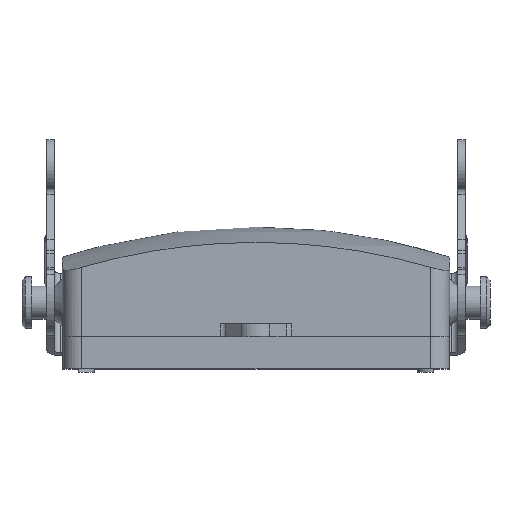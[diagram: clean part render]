
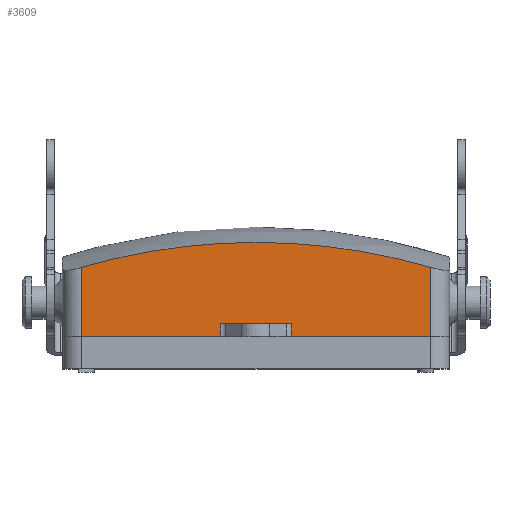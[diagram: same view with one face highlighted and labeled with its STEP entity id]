
A CAD part, top view. The second image highlights one B-rep face of the part: STEP entity #3609.
In plain terms, the highlighted planar face has unit normal (0, 0, 1).
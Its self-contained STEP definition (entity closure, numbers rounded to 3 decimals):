
#100 = EDGE_LOOP ( 'NONE', ( #6644, #6646, #6645, #6647, #6648, #6649, #6650, #6651 ) ) ;
#691 = CARTESIAN_POINT ( 'NONE',  ( 24.566, 0., 0. ) ) ;
#692 = CARTESIAN_POINT ( 'NONE',  ( 3., 0., 0. ) ) ;
#693 = CARTESIAN_POINT ( 'NONE',  ( 3., 10.72, 0. ) ) ;
#694 = CARTESIAN_POINT ( 'NONE',  ( 57., 10.72, 0. ) ) ;
#695 = CARTESIAN_POINT ( 'NONE',  ( 57., 0., 0. ) ) ;
#696 = CARTESIAN_POINT ( 'NONE',  ( 35.425, 0., 0. ) ) ;
#697 = CARTESIAN_POINT ( 'NONE',  ( 24.566, 2., 0. ) ) ;
#698 = CARTESIAN_POINT ( 'NONE',  ( 35.425, 2., 0. ) ) ;
#1012 = DIRECTION ( 'NONE',  ( -1., 0., 0. ) ) ;
#1014 = DIRECTION ( 'NONE',  ( 0., 0., -1. ) ) ;
#1015 = CARTESIAN_POINT ( 'NONE',  ( 3., 9.5, 0. ) ) ;
#1017 = PLANE ( 'NONE',  #1582 ) ;
#1365 = DIRECTION ( 'NONE',  ( 0., 1., 0. ) ) ;
#1367 = CARTESIAN_POINT ( 'NONE',  ( 24.566, 2., 0. ) ) ;
#1368 = DIRECTION ( 'NONE',  ( 1., 0., 0. ) ) ;
#1370 = CARTESIAN_POINT ( 'NONE',  ( 3., 0., 0. ) ) ;
#1371 = DIRECTION ( 'NONE',  ( 0., -1., 0. ) ) ;
#1372 = CARTESIAN_POINT ( 'NONE',  ( 3., 9.5, 0. ) ) ;
#1374 = DIRECTION ( 'NONE',  ( 1., 0., 0. ) ) ;
#1375 = DIRECTION ( 'NONE',  ( 0., 0., -1. ) ) ;
#1376 = CARTESIAN_POINT ( 'NONE',  ( 30., -81.851, 0. ) ) ;
#1378 = DIRECTION ( 'NONE',  ( 0., -1., 0. ) ) ;
#1379 = CARTESIAN_POINT ( 'NONE',  ( 57., 9.5, 0. ) ) ;
#1381 = DIRECTION ( 'NONE',  ( 1., 0., 0. ) ) ;
#1382 = CARTESIAN_POINT ( 'NONE',  ( 3., 0., 0. ) ) ;
#1383 = DIRECTION ( 'NONE',  ( -1., 0., 0. ) ) ;
#1384 = CARTESIAN_POINT ( 'NONE',  ( 25., 2., 0. ) ) ;
#1385 = DIRECTION ( 'NONE',  ( 0., -1., 0. ) ) ;
#1386 = CARTESIAN_POINT ( 'NONE',  ( 35.425, 0., 0. ) ) ;
#1582 = AXIS2_PLACEMENT_3D ( 'NONE', #1015, #1014, #1012 ) ;
#3503 = EDGE_CURVE ( 'NONE', #6873, #6875, #4472, .T. ) ;
#3504 = EDGE_CURVE ( 'NONE', #6873, #6874, #4473, .T. ) ;
#3505 = EDGE_CURVE ( 'NONE', #6875, #6876, #4474, .T. ) ;
#3506 = EDGE_CURVE ( 'NONE', #6877, #6876, #4475, .T. ) ;
#3507 = EDGE_CURVE ( 'NONE', #6878, #6877, #6045, .T. ) ;
#3508 = EDGE_CURVE ( 'NONE', #6878, #6879, #4476, .T. ) ;
#3509 = EDGE_CURVE ( 'NONE', #6879, #6880, #4477, .T. ) ;
#3510 = EDGE_CURVE ( 'NONE', #6880, #6874, #4478, .T. ) ;
#3609 = ADVANCED_FACE ( 'NONE', ( #4538 ), #1017, .F. ) ;
#4472 = LINE ( 'NONE', #1386, #6180 ) ;
#4473 = LINE ( 'NONE', #1384, #6274 ) ;
#4474 = LINE ( 'NONE', #1382, #6282 ) ;
#4475 = LINE ( 'NONE', #1379, #6230 ) ;
#4476 = LINE ( 'NONE', #1372, #6134 ) ;
#4477 = LINE ( 'NONE', #1370, #6017 ) ;
#4478 = LINE ( 'NONE', #1367, #6079 ) ;
#4538 = FACE_OUTER_BOUND ( 'NONE', #100, .T. ) ;
#6017 = VECTOR ( 'NONE', #1368, 1000. ) ;
#6045 = CIRCLE ( 'NONE', #6275, 96.429 ) ;
#6079 = VECTOR ( 'NONE', #1365, 1000. ) ;
#6134 = VECTOR ( 'NONE', #1371, 1000. ) ;
#6180 = VECTOR ( 'NONE', #1385, 1000. ) ;
#6230 = VECTOR ( 'NONE', #1378, 1000. ) ;
#6274 = VECTOR ( 'NONE', #1383, 1000. ) ;
#6275 = AXIS2_PLACEMENT_3D ( 'NONE', #1376, #1375, #1374 ) ;
#6282 = VECTOR ( 'NONE', #1381, 1000. ) ;
#6644 = ORIENTED_EDGE ( 'NONE', *, *, #3504, .F. ) ;
#6645 = ORIENTED_EDGE ( 'NONE', *, *, #3505, .T. ) ;
#6646 = ORIENTED_EDGE ( 'NONE', *, *, #3503, .T. ) ;
#6647 = ORIENTED_EDGE ( 'NONE', *, *, #3506, .F. ) ;
#6648 = ORIENTED_EDGE ( 'NONE', *, *, #3507, .F. ) ;
#6649 = ORIENTED_EDGE ( 'NONE', *, *, #3508, .T. ) ;
#6650 = ORIENTED_EDGE ( 'NONE', *, *, #3509, .T. ) ;
#6651 = ORIENTED_EDGE ( 'NONE', *, *, #3510, .T. ) ;
#6873 = VERTEX_POINT ( 'NONE', #698 ) ;
#6874 = VERTEX_POINT ( 'NONE', #697 ) ;
#6875 = VERTEX_POINT ( 'NONE', #696 ) ;
#6876 = VERTEX_POINT ( 'NONE', #695 ) ;
#6877 = VERTEX_POINT ( 'NONE', #694 ) ;
#6878 = VERTEX_POINT ( 'NONE', #693 ) ;
#6879 = VERTEX_POINT ( 'NONE', #692 ) ;
#6880 = VERTEX_POINT ( 'NONE', #691 ) ;
